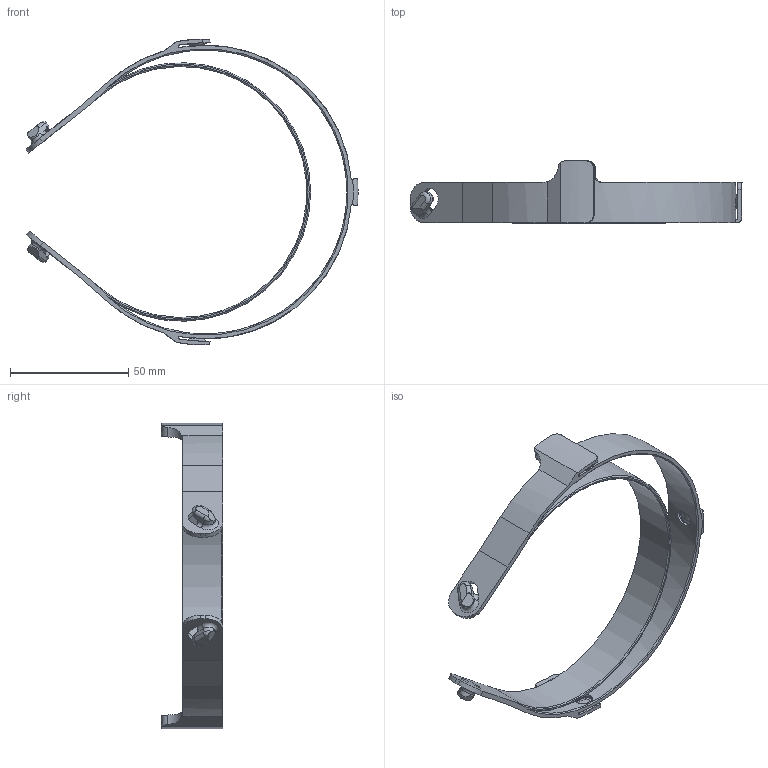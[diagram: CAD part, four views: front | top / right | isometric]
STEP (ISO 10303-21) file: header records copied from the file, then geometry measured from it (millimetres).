
FILE_DESCRIPTION(/* description */ (''),/* implementation_level */ '2;1');
FILE_NAME(/* name */ 'covid19_facemask v21.step',/* time_stamp */ '2020-03-31T14:38:41-03:00',/* author */ (''),/* organization */ (''),/* preprocessor_version */ 'ST-DEVELOPER v18',/* originating_system */ 'Autodesk Translation Framework v8.12.0.6',/* authorisation */ '');
FILE_SCHEMA (('AUTOMOTIVE_DESIGN { 1 0 10303 214 3 1 1 }'));
Length unit declared in the file: millimetre
Products named in the file (1): covid19_facemask
Bounding box: 140.21 x 26 x 129.2 mm (x, y, z)
Volume: 21084.2 mm3; surface area: 24881.9 mm2
Topology: 1 solids, 1 shells, 410 faces, 1123 edges, 746 vertices
Faces by surface type: bspline 163, plane 128, cylinder 99, torus 15, cone 5
Entity records: 18634 total; most frequent: CARTESIAN_POINT 9591, ORIENTED_EDGE 2246, DIRECTION 1229, EDGE_CURVE 1123, VERTEX_POINT 746, B_SPLINE_CURVE_WITH_KNOTS 558, EDGE_LOOP 461, AXIS2_PLACEMENT_3D 422
